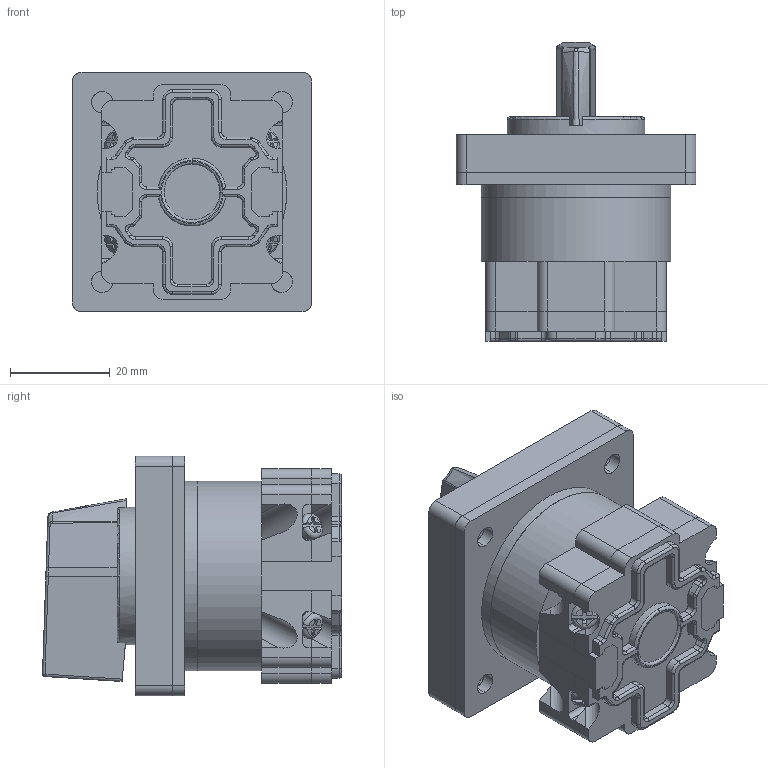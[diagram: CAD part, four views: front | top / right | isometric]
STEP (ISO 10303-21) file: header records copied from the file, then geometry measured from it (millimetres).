
FILE_DESCRIPTION(('TFLEX Exchange Step'),'2;1');
FILE_NAME('energoplast_4g20-1ke-u_3dmodel.stp', '2024-04-27T14:17:26+03:00',('nikolaeva'),('Unknown organisation'),'TFLEX Exchange 2019.0','T-FLEX CAD','Unknown authorisation');
FILE_SCHEMA( ('AUTOMOTIVE_DESIGN { 1 0 10303 214 1 1 1 1 }') );
Length unit declared in the file: millimetre
Products named in the file (1): BUFFER:0000006050BFC8F0 
Bounding box: 48 x 59.95 x 48 mm (x, y, z)
Volume: 62998.1 mm3; surface area: 34754.2 mm2
Topology: 10 solids, 10 shells, 746 faces, 2038 edges, 1313 vertices
Faces by surface type: plane 368, cylinder 264, torus 65, cone 34, bspline 13, sphere 2
Full cylindrical faces by diameter (mm): 2.5 x1, 3 x4, 4.5 x1, 10.5 x1, 27.6 x1, 38 x1
Entity records: 33923 total; most frequent: CARTESIAN_POINT 18972, ORIENTED_EDGE 4082, EDGE_CURVE 2041, B_SPLINE_CURVE_WITH_KNOTS 2039, DIRECTION 1470, VERTEX_POINT 1317, EDGE_LOOP 802, FACE_BOUND 802
